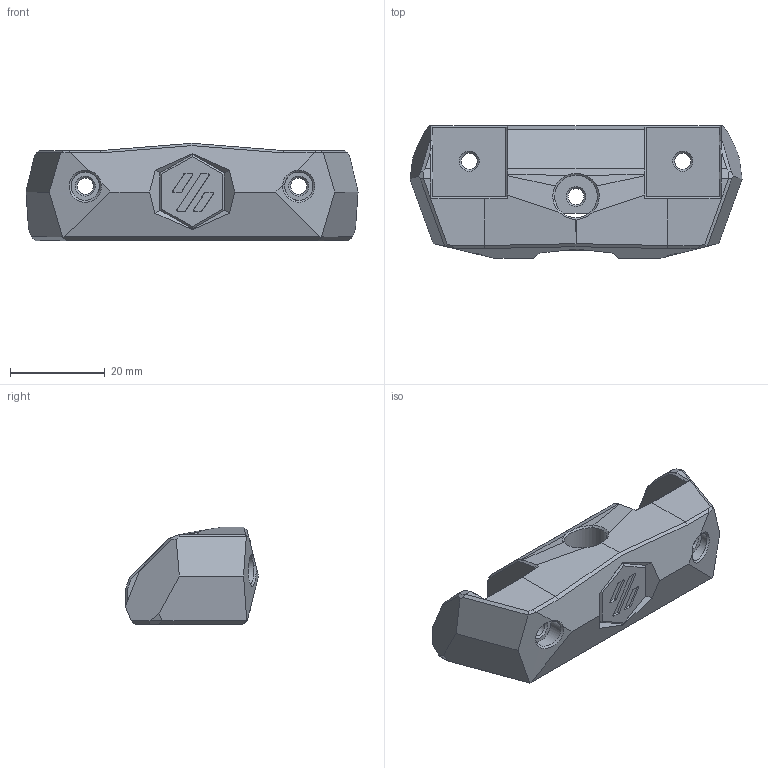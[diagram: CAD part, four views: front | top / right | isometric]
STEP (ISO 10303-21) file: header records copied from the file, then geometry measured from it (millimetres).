
FILE_DESCRIPTION(/* description */ (''),/* implementation_level */ '2;1');
FILE_NAME(/* name */ 'V0.1-Stealth_Bed_Front.step',/* time_stamp */ '2022-08-04T15:38:22-04:00',/* author */ (''),/* organization */ (''),/* preprocessor_version */ 'ST-DEVELOPER v19',/* originating_system */ 'Autodesk Translation Framework v11.7.0.108',/* authorisation */ '');
FILE_SCHEMA (('AUTOMOTIVE_DESIGN { 1 0 10303 214 3 1 1 }'));
Length unit declared in the file: millimetre
Products named in the file (4): Stealth 0; Z_Bed; Mounting; Front_Bed_Mount_x1
Assembly tree (3 placements, depth 4):
  Stealth 0
    Z_Bed
      Mounting
        Front_Bed_Mount_x1
Bounding box: 70 x 27.99 x 20.54 mm (x, y, z)
Volume: 21084 mm3; surface area: 9320.1 mm2
Topology: 4 solids, 4 shells, 369 faces, 952 edges, 593 vertices
Faces by surface type: plane 299, cylinder 42, cone 19, bspline 9
Full cylindrical faces by diameter (mm): 3.4 x5, 6 x2, 7.27 x1, 9 x1
Entity records: 11700 total; most frequent: CARTESIAN_POINT 2641, ORIENTED_EDGE 1904, DIRECTION 1753, EDGE_CURVE 952, LINE 803, VECTOR 803, VERTEX_POINT 593, AXIS2_PLACEMENT_3D 475
